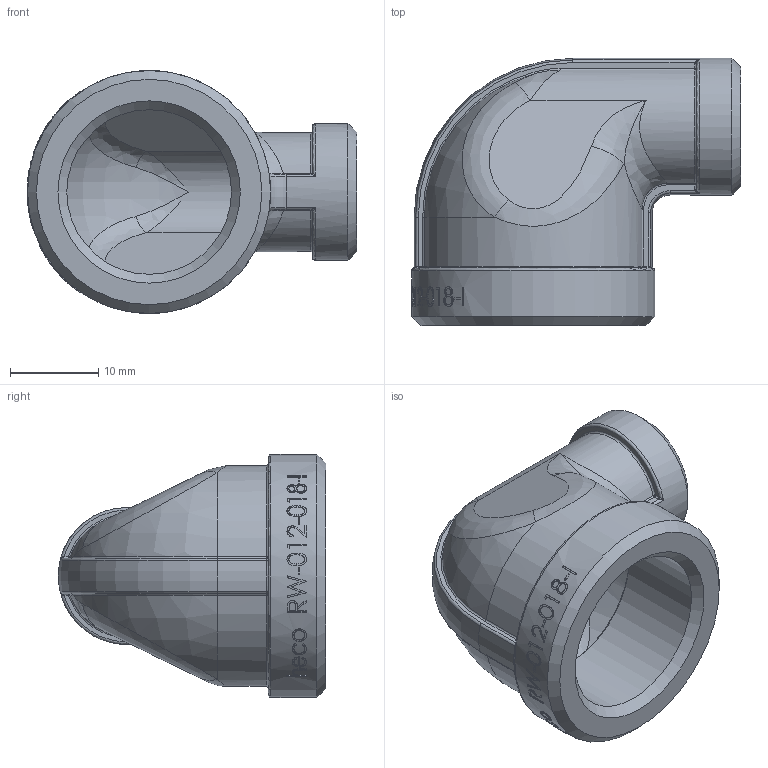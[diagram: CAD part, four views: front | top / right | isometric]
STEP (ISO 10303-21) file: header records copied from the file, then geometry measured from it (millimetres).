
FILE_DESCRIPTION (( 'STEP AP214' ), '1' );
FILE_NAME ('heco_RW-012-018-I.STEP', '2016-06-28T13:25:35', ( '' ), ( '' ), 'SwSTEP 2.0', 'SolidWorks 2011', '' );
FILE_SCHEMA (( 'AUTOMOTIVE_DESIGN' ));
Length unit declared in the file: millimetre
Products named in the file (1): heco_RW-012-018-I
Bounding box: 37.3 x 30.23 x 27.5 mm (x, y, z)
Volume: 6126.2 mm3; surface area: 5330.2 mm2
Topology: 1 solids, 1 shells, 301 faces, 747 edges, 459 vertices
Faces by surface type: bspline 136, plane 69, cylinder 60, torus 22, sphere 8, cone 6
Full cylindrical faces by diameter (mm): 8.566 x1, 10.3 x1, 15.5 x1, 18.631 x1, 27.5 x1
Entity records: 24157 total; most frequent: CARTESIAN_POINT 14940, ORIENTED_EDGE 1434, DIRECTION 813, EDGE_CURVE 717, VERTEX_POINT 455, B_SPLINE_CURVE_WITH_KNOTS 407, AXIS2_PLACEMENT_3D 341, EDGE_LOOP 340
